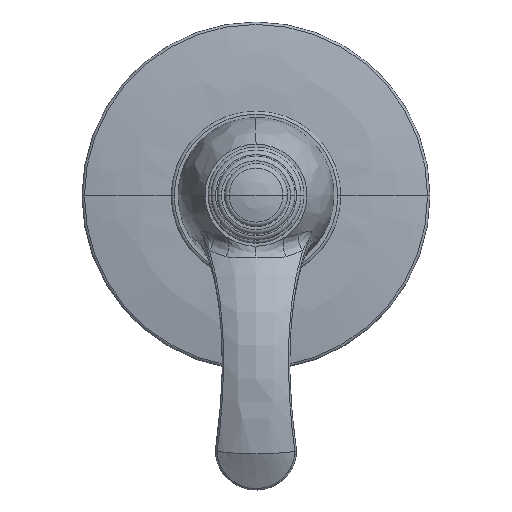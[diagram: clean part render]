
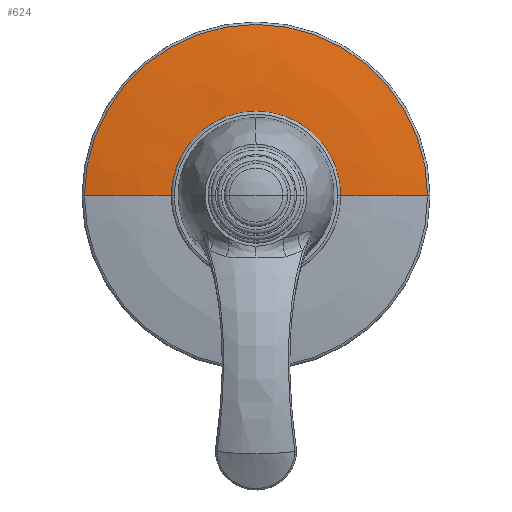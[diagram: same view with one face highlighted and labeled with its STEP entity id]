
A CAD part, top view. The second image highlights one B-rep face of the part: STEP entity #624.
In plain terms, the highlighted free-form (B-spline) face has degree [3, 3] with [7, 4] control points.
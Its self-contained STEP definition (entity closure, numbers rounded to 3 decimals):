
#54=CARTESIAN_POINT('',(0.,0.,49.));
#55=DIRECTION('',(0.,0.,-1.));
#56=DIRECTION('',(-1.,0.,0.));
#57=AXIS2_PLACEMENT_3D('',#54,#55,#56);
#59=CARTESIAN_POINT('',(0.,0.,46.161));
#60=DIRECTION('',(0.,0.,1.));
#61=DIRECTION('',(1.,0.,0.));
#62=AXIS2_PLACEMENT_3D('',#59,#60,#61);
#387=CARTESIAN_POINT('',(28.144,0.,-100.999));
#388=DIRECTION('',(0.,-1.,0.));
#389=DIRECTION('',(0.194,0.,0.981));
#390=AXIS2_PLACEMENT_3D('',#387,#388,#389);
#397=CARTESIAN_POINT('',(-28.144,0.,-100.999));
#398=DIRECTION('',(0.,1.,0.));
#399=DIRECTION('',(-0.194,0.,0.981));
#400=AXIS2_PLACEMENT_3D('',#397,#398,#399);
#475=CARTESIAN_POINT('',(57.194,0.,46.161));
#476=CARTESIAN_POINT('',(-57.194,0.,
46.161));
#477=VERTEX_POINT('',#475);
#478=VERTEX_POINT('',#476);
#495=CARTESIAN_POINT('',(-27.5,0.,49.));
#496=CARTESIAN_POINT('',(27.5,0.,49.));
#497=VERTEX_POINT('',#495);
#498=VERTEX_POINT('',#496);
#586=CARTESIAN_POINT('',(-26.849,-1.689,48.996));
#587=CARTESIAN_POINT('',(-37.205,-2.341,49.082));
#588=CARTESIAN_POINT('',(-47.514,-2.989,48.095));
#589=CARTESIAN_POINT('',(-57.666,-3.628,46.045));
#590=CARTESIAN_POINT('',(-27.889,14.834,48.996));
#591=CARTESIAN_POINT('',(-38.645,20.555,49.082));
#592=CARTESIAN_POINT('',(-49.354,26.251,48.095));
#593=CARTESIAN_POINT('',(-59.898,31.859,46.045));
#594=CARTESIAN_POINT('',(-16.556,26.902,48.996));
#595=CARTESIAN_POINT('',(-22.941,37.279,49.082));
#596=CARTESIAN_POINT('',(-29.298,47.608,48.095));
#597=CARTESIAN_POINT('',(-35.558,57.78,46.045));
#598=CARTESIAN_POINT('',(0.,26.902,48.996));
#599=CARTESIAN_POINT('',(0.,37.279,49.082));
#600=CARTESIAN_POINT('',(0.,47.608,48.095));
#601=CARTESIAN_POINT('',(0.,57.78,46.045));
#602=CARTESIAN_POINT('',(16.556,26.902,48.996));
#603=CARTESIAN_POINT('',(22.941,37.279,49.082));
#604=CARTESIAN_POINT('',(29.298,47.608,48.095));
#605=CARTESIAN_POINT('',(35.558,57.78,46.045));
#606=CARTESIAN_POINT('',(27.889,14.834,48.996));
#607=CARTESIAN_POINT('',(38.645,20.555,49.082));
#608=CARTESIAN_POINT('',(49.354,26.251,48.095));
#609=CARTESIAN_POINT('',(59.898,31.859,46.045));
#610=CARTESIAN_POINT('',(26.849,-1.689,48.996));
#611=CARTESIAN_POINT('',(37.205,-2.341,49.082));
#612=CARTESIAN_POINT('',(47.514,-2.989,48.095));
#613=CARTESIAN_POINT('',(57.666,-3.628,46.045));
#614=(BOUNDED_SURFACE()B_SPLINE_SURFACE(3,3,((#586,#587,#588,#589),(#590,#591,
#592,#593),(#594,#595,#596,#597),(#598,#599,#600,#601),(#602,#603,#604,#605),(
#606,#607,#608,#609),(#610,#611,#612,#613)),.UNSPECIFIED.,.F.,.F.,.F.)B_SPLINE_SURFACE_WITH_KNOTS((4,3,4),(4,4),(0.,1.,2.),(0.,1.),.UNSPECIFIED.)GEOMETRIC_REPRESENTATION_ITEM()RATIONAL_B_SPLINE_SURFACE(((1.19,
1.186,1.186,1.19),(0.94,
0.937,0.937,0.94),(0.94,
0.937,0.937,0.94),(1.19,
1.186,1.186,1.19),(0.94,
0.937,0.937,0.94),(0.94,
0.937,0.937,0.94),(1.19,
1.186,1.186,1.19)))REPRESENTATION_ITEM('')SURFACE());
#616=ORIENTED_EDGE('',*,*,#615,.F.);
#618=ORIENTED_EDGE('',*,*,#617,.F.);
#619=ORIENTED_EDGE('',*,*,#569,.F.);
#621=ORIENTED_EDGE('',*,*,#620,.T.);
#622=EDGE_LOOP('',(#616,#618,#619,#621));
#623=FACE_OUTER_BOUND('',#622,.F.);
#624=ADVANCED_FACE('',(#623),#614,.T.);
#58=CIRCLE('',#57,27.5);
#63=CIRCLE('',#62,57.194);
#391=CIRCLE('',#390,150.);
#401=CIRCLE('',#400,150.);
#569=EDGE_CURVE('',#477,#478,#63,.T.);
#615=EDGE_CURVE('',#497,#498,#58,.T.);
#617=EDGE_CURVE('',#478,#497,#401,.T.);
#620=EDGE_CURVE('',#477,#498,#391,.T.);
